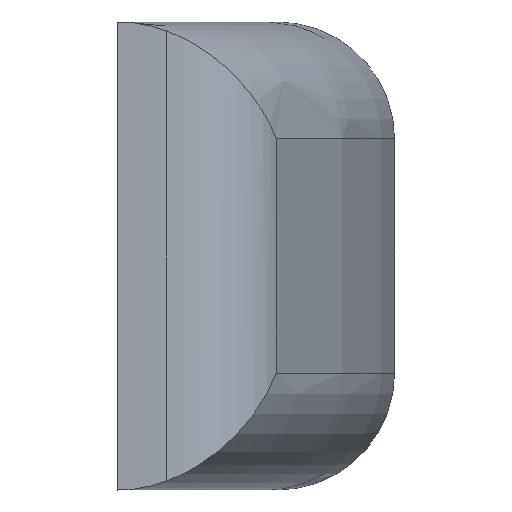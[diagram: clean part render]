
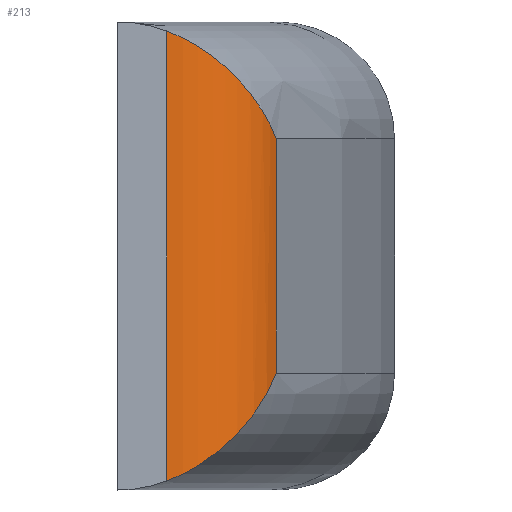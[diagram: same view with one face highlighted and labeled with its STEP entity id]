
A CAD part, left-side view. The second image highlights one B-rep face of the part: STEP entity #213.
In plain terms, the highlighted cylindrical face has radius 10 mm (diameter 20 mm), a partial arc.
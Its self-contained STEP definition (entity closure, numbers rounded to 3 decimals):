
#7 = CARTESIAN_POINT ( 'NONE',  ( -61.702, -136.539, -790.764 ) ) ;
#8 = DIRECTION ( 'NONE',  ( 0., 0., 1. ) ) ;
#10 = CARTESIAN_POINT ( 'NONE',  ( -60.951, -140.38, -792.879 ) ) ;
#11 = CARTESIAN_POINT ( 'NONE',  ( -57.291, -144.844, -797.787 ) ) ;
#13 = CARTESIAN_POINT ( 'NONE',  ( -55.244, -145.891, -820. ) ) ;
#17 = CARTESIAN_POINT ( 'NONE',  ( -59.982, -142.168, -825.594 ) ) ;
#36 = CARTESIAN_POINT ( 'NONE',  ( -55.244, -145.891, -820. ) ) ;
#38 = FACE_OUTER_BOUND ( 'NONE', #138, .T. ) ;
#42 = CARTESIAN_POINT ( 'NONE',  ( -59.067, -143.32, -795.646 ) ) ;
#44 = CARTESIAN_POINT ( 'NONE',  ( -55.244, -145.891, -800. ) ) ;
#50 = CARTESIAN_POINT ( 'NONE',  ( -61.702, -136.539, -810. ) ) ;
#52 = CARTESIAN_POINT ( 'NONE',  ( -59.068, -143.32, -824.355 ) ) ;
#58 = B_SPLINE_CURVE_WITH_KNOTS ( 'NONE', 3,
 ( #13, #76, #442, #89, #404, #336, #369, #52, #220, #17, #334, #118, #183, #409, #437, #152, #303, #302 ),
 .UNSPECIFIED., .F., .F.,
 ( 4, 2, 2, 2, 2, 2, 2, 2, 4 ),
 ( 0., 0.002, 0.004, 0.006, 0.008, 0.01, 0.012, 0.013, 0.015 ),
 .UNSPECIFIED. ) ;
#66 = B_SPLINE_CURVE_WITH_KNOTS ( 'NONE', 3,
 ( #7, #403, #114, #328, #179, #10, #181, #324, #293, #174, #42, #113, #290, #11, #216, #82, #81, #145, #368, #143, #400, #44 ),
 .UNSPECIFIED., .F., .F.,
 ( 4, 2, 2, 2, 2, 2, 2, 2, 2, 2, 4 ),
 ( 0., 0.002, 0.004, 0.006, 0.008, 0.01, 0.011, 0.013, 0.014, 0.015, 0.015 ),
 .UNSPECIFIED. ) ;
#76 = CARTESIAN_POINT ( 'NONE',  ( -55.675, -145.727, -820.446 ) ) ;
#81 = CARTESIAN_POINT ( 'NONE',  ( -56.092, -145.527, -799.108 ) ) ;
#82 = CARTESIAN_POINT ( 'NONE',  ( -56.298, -145.423, -798.886 ) ) ;
#85 = VERTEX_POINT ( 'NONE', #36 ) ;
#86 = CARTESIAN_POINT ( 'NONE',  ( -61.702, -136.539, -829.236 ) ) ;
#89 = CARTESIAN_POINT ( 'NONE',  ( -56.903, -145.092, -821.776 ) ) ;
#100 = CARTESIAN_POINT ( 'NONE',  ( -61.702, -136.539, -790.764 ) ) ;
#113 = CARTESIAN_POINT ( 'NONE',  ( -58.391, -143.988, -796.493 ) ) ;
#114 = CARTESIAN_POINT ( 'NONE',  ( -61.648, -137.721, -791.259 ) ) ;
#118 = CARTESIAN_POINT ( 'NONE',  ( -60.737, -140.855, -826.753 ) ) ;
#138 = EDGE_LOOP ( 'NONE', ( #251, #436, #279, #422 ) ) ;
#143 = CARTESIAN_POINT ( 'NONE',  ( -55.458, -145.807, -799.777 ) ) ;
#145 = CARTESIAN_POINT ( 'NONE',  ( -55.777, -145.672, -799.442 ) ) ;
#146 = VERTEX_POINT ( 'NONE', #390 ) ;
#147 = EDGE_CURVE ( 'NONE', #375, #146, #66, .T. ) ;
#152 = CARTESIAN_POINT ( 'NONE',  ( -61.648, -137.721, -828.741 ) ) ;
#157 = EDGE_CURVE ( 'NONE', #85, #146, #232, .T. ) ;
#174 = CARTESIAN_POINT ( 'NONE',  ( -59.39, -142.953, -795.223 ) ) ;
#179 = CARTESIAN_POINT ( 'NONE',  ( -61.31, -139.363, -792.178 ) ) ;
#181 = CARTESIAN_POINT ( 'NONE',  ( -60.737, -140.856, -793.247 ) ) ;
#183 = CARTESIAN_POINT ( 'NONE',  ( -60.951, -140.38, -827.121 ) ) ;
#191 = EDGE_CURVE ( 'NONE', #85, #263, #58, .T. ) ;
#213 = ADVANCED_FACE ( 'NONE', ( #38 ), #309, .T. ) ;
#216 = CARTESIAN_POINT ( 'NONE',  ( -56.903, -145.092, -798.224 ) ) ;
#217 = CARTESIAN_POINT ( 'NONE',  ( -51.702, -136.539, -790.533 ) ) ;
#220 = CARTESIAN_POINT ( 'NONE',  ( -59.39, -142.953, -824.777 ) ) ;
#226 = DIRECTION ( 'NONE',  ( -1., 0., 0. ) ) ;
#232 = LINE ( 'NONE', #327, #242 ) ;
#242 = VECTOR ( 'NONE', #8, 1000. ) ;
#251 = ORIENTED_EDGE ( 'NONE', *, *, #276, .T. ) ;
#263 = VERTEX_POINT ( 'NONE', #86 ) ;
#276 = EDGE_CURVE ( 'NONE', #375, #263, #383, .T. ) ;
#279 = ORIENTED_EDGE ( 'NONE', *, *, #157, .T. ) ;
#290 = CARTESIAN_POINT ( 'NONE',  ( -58.035, -144.292, -796.922 ) ) ;
#293 = CARTESIAN_POINT ( 'NONE',  ( -59.982, -142.168, -794.406 ) ) ;
#302 = CARTESIAN_POINT ( 'NONE',  ( -61.702, -136.539, -829.236 ) ) ;
#303 = CARTESIAN_POINT ( 'NONE',  ( -61.702, -137.144, -829.007 ) ) ;
#309 = CYLINDRICAL_SURFACE ( 'NONE', #353, 10. ) ;
#324 = CARTESIAN_POINT ( 'NONE',  ( -60.253, -141.749, -794.01 ) ) ;
#327 = CARTESIAN_POINT ( 'NONE',  ( -55.244, -145.891, -810. ) ) ;
#328 = CARTESIAN_POINT ( 'NONE',  ( -61.453, -138.83, -791.851 ) ) ;
#334 = CARTESIAN_POINT ( 'NONE',  ( -60.253, -141.749, -825.99 ) ) ;
#336 = CARTESIAN_POINT ( 'NONE',  ( -58.035, -144.292, -823.078 ) ) ;
#353 = AXIS2_PLACEMENT_3D ( 'NONE', #217, #374, #226 ) ;
#368 = CARTESIAN_POINT ( 'NONE',  ( -55.671, -145.718, -799.554 ) ) ;
#369 = CARTESIAN_POINT ( 'NONE',  ( -58.391, -143.988, -823.507 ) ) ;
#374 = DIRECTION ( 'NONE',  ( 0., 0., -1. ) ) ;
#375 = VERTEX_POINT ( 'NONE', #100 ) ;
#383 = LINE ( 'NONE', #50, #428 ) ;
#390 = CARTESIAN_POINT ( 'NONE',  ( -55.244, -145.891, -800. ) ) ;
#400 = CARTESIAN_POINT ( 'NONE',  ( -55.35, -145.85, -799.889 ) ) ;
#403 = CARTESIAN_POINT ( 'NONE',  ( -61.702, -137.144, -790.993 ) ) ;
#404 = CARTESIAN_POINT ( 'NONE',  ( -57.292, -144.844, -822.213 ) ) ;
#409 = CARTESIAN_POINT ( 'NONE',  ( -61.31, -139.363, -827.822 ) ) ;
#413 = DIRECTION ( 'NONE',  ( 0., 0., -1. ) ) ;
#422 = ORIENTED_EDGE ( 'NONE', *, *, #147, .F. ) ;
#428 = VECTOR ( 'NONE', #413, 1000. ) ;
#436 = ORIENTED_EDGE ( 'NONE', *, *, #191, .F. ) ;
#437 = CARTESIAN_POINT ( 'NONE',  ( -61.453, -138.83, -828.149 ) ) ;
#442 = CARTESIAN_POINT ( 'NONE',  ( -56.096, -145.534, -820.893 ) ) ;
